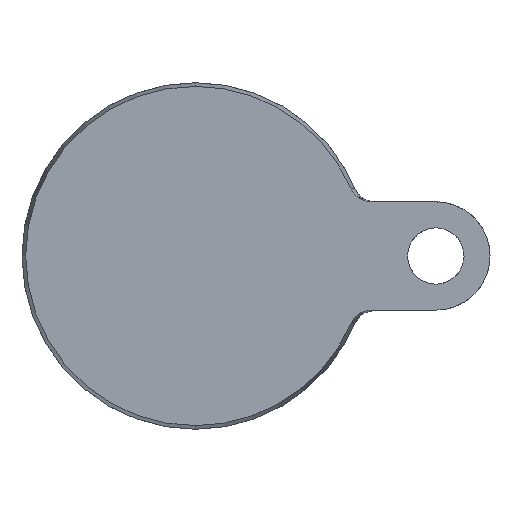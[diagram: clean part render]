
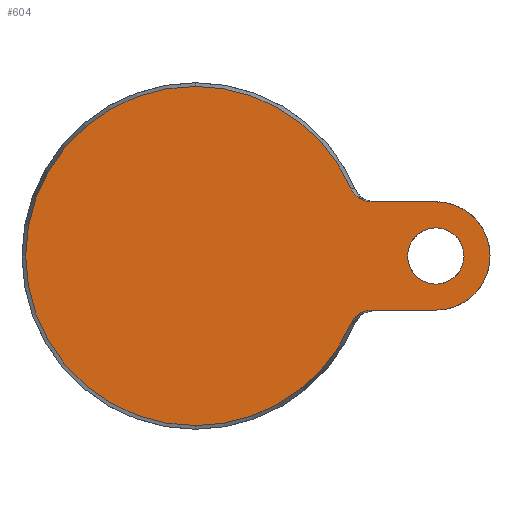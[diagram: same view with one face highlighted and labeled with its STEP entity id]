
A CAD part, front view. The second image highlights one B-rep face of the part: STEP entity #604.
In plain terms, the highlighted planar face has unit normal (0, -1, 0).
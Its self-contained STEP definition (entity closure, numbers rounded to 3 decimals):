
#49 = DIRECTION ( 'NONE',  ( 0., 0., -1. ) ) ;
#65 = EDGE_LOOP ( 'NONE', ( #846, #1311 ) ) ;
#66 = CARTESIAN_POINT ( 'NONE',  ( 37.032, 0., 13.927 ) ) ;
#77 = CARTESIAN_POINT ( 'NONE',  ( 38.897, 0., 12.778 ) ) ;
#92 = CARTESIAN_POINT ( 'NONE',  ( 38.665, 0., 12.866 ) ) ;
#93 = VERTEX_POINT ( 'NONE', #556 ) ;
#126 = AXIS2_PLACEMENT_3D ( 'NONE', #1008, #710, #49 ) ;
#140 = B_SPLINE_CURVE_WITH_KNOTS ( 'NONE', 3,
 ( #890, #974, #869, #1106, #1327, #780, #245, #360, #150, #690, #1125, #1120, #591, #475 ),
 .UNSPECIFIED., .F., .F.,
 ( 4, 2, 2, 2, 2, 2, 4 ),
 ( 0., 0.001, 0.002, 0.003, 0.004, 0.004, 0.006 ),
 .UNSPECIFIED. ) ;
#150 = CARTESIAN_POINT ( 'NONE',  ( 38.218, 0., -13.072 ) ) ;
#164 = DIRECTION ( 'NONE',  ( 0., 1., 0. ) ) ;
#178 = CARTESIAN_POINT ( 'NONE',  ( 35.928, 0., 15.535 ) ) ;
#184 = CARTESIAN_POINT ( 'NONE',  ( 37.598, 0., 13.453 ) ) ;
#199 = VERTEX_POINT ( 'NONE', #892 ) ;
#212 = AXIS2_PLACEMENT_3D ( 'NONE', #673, #566, #460 ) ;
#213 = ORIENTED_EDGE ( 'NONE', *, *, #584, .T. ) ;
#215 = VECTOR ( 'NONE', #226, 1000. ) ;
#216 = EDGE_CURVE ( 'NONE', #1009, #495, #722, .T. ) ;
#218 = DIRECTION ( 'NONE',  ( 0., 1., 0. ) ) ;
#226 = DIRECTION ( 'NONE',  ( -1., 0., 0. ) ) ;
#234 = CIRCLE ( 'NONE', #660, 6.5 ) ;
#245 = CARTESIAN_POINT ( 'NONE',  ( 37.591, 0., -13.458 ) ) ;
#247 = DIRECTION ( 'NONE',  ( 0., -1., 0. ) ) ;
#248 = EDGE_CURVE ( 'NONE', #284, #1348, #1068, .T. ) ;
#257 = CARTESIAN_POINT ( 'NONE',  ( 0., 0., -39.143 ) ) ;
#262 = CARTESIAN_POINT ( 'NONE',  ( -39.143, 0., 0. ) ) ;
#284 = VERTEX_POINT ( 'NONE', #257 ) ;
#290 = CARTESIAN_POINT ( 'NONE',  ( 39.603, 0., 12.57 ) ) ;
#295 = AXIS2_PLACEMENT_3D ( 'NONE', #262, #164, #486 ) ;
#296 = ORIENTED_EDGE ( 'NONE', *, *, #1299, .T. ) ;
#309 = ORIENTED_EDGE ( 'NONE', *, *, #860, .F. ) ;
#324 = CIRCLE ( 'NONE', #1116, 12.5 ) ;
#325 = AXIS2_PLACEMENT_3D ( 'NONE', #1000, #247, #1315 ) ;
#350 = CARTESIAN_POINT ( 'NONE',  ( 0., 0., 39.143 ) ) ;
#355 = EDGE_CURVE ( 'NONE', #915, #1369, #716, .T. ) ;
#360 = CARTESIAN_POINT ( 'NONE',  ( 38., 0., -13.192 ) ) ;
#393 = ORIENTED_EDGE ( 'NONE', *, *, #355, .F. ) ;
#396 = EDGE_CURVE ( 'NONE', #577, #605, #234, .T. ) ;
#398 = B_SPLINE_CURVE_WITH_KNOTS ( 'NONE', 3,
 ( #1152, #944, #290, #77, #92, #801, #692, #184, #1128, #66, #1143, #1349, #720, #178 ),
 .UNSPECIFIED., .F., .F.,
 ( 4, 2, 2, 2, 2, 2, 4 ),
 ( 0., 0.001, 0.002, 0.003, 0.004, 0.004, 0.006 ),
 .UNSPECIFIED. ) ;
#415 = DIRECTION ( 'NONE',  ( 0., 0., 1. ) ) ;
#426 = CARTESIAN_POINT ( 'NONE',  ( 35.928, 0., 15.535 ) ) ;
#460 = DIRECTION ( 'NONE',  ( 0., 0., -1. ) ) ;
#475 = CARTESIAN_POINT ( 'NONE',  ( 40.579, 0., -12.5 ) ) ;
#478 = AXIS2_PLACEMENT_3D ( 'NONE', #1177, #218, #415 ) ;
#486 = DIRECTION ( 'NONE',  ( 0., 0., 1. ) ) ;
#495 = VERTEX_POINT ( 'NONE', #350 ) ;
#509 = DIRECTION ( 'NONE',  ( 0., 1., 0. ) ) ;
#531 = DIRECTION ( 'NONE',  ( 1., 0., 0. ) ) ;
#544 = CARTESIAN_POINT ( 'NONE',  ( 55.5, 0., 6.5 ) ) ;
#556 = CARTESIAN_POINT ( 'NONE',  ( 40.579, 0., -12.5 ) ) ;
#566 = DIRECTION ( 'NONE',  ( 0., -1., 0. ) ) ;
#577 = VERTEX_POINT ( 'NONE', #544 ) ;
#579 = CARTESIAN_POINT ( 'NONE',  ( 55.5, 0., -6.5 ) ) ;
#584 = EDGE_CURVE ( 'NONE', #1348, #93, #140, .T. ) ;
#591 = CARTESIAN_POINT ( 'NONE',  ( 40.085, 0., -12.5 ) ) ;
#604 = ADVANCED_FACE ( 'NONE', ( #1131, #910 ), #794, .F. ) ;
#605 = VERTEX_POINT ( 'NONE', #579 ) ;
#646 = DIRECTION ( 'NONE',  ( 0., 0., 1. ) ) ;
#660 = AXIS2_PLACEMENT_3D ( 'NONE', #1069, #509, #646 ) ;
#672 = EDGE_CURVE ( 'NONE', #605, #577, #839, .T. ) ;
#673 = CARTESIAN_POINT ( 'NONE',  ( 0., 0., 0. ) ) ;
#690 = CARTESIAN_POINT ( 'NONE',  ( 38.663, 0., -12.866 ) ) ;
#692 = CARTESIAN_POINT ( 'NONE',  ( 38.008, 0., 13.187 ) ) ;
#710 = DIRECTION ( 'NONE',  ( 0., -1., 0. ) ) ;
#716 = LINE ( 'NONE', #1160, #768 ) ;
#720 = CARTESIAN_POINT ( 'NONE',  ( 36.124, 0., 15.081 ) ) ;
#722 = CIRCLE ( 'NONE', #212, 39.143 ) ;
#768 = VECTOR ( 'NONE', #531, 1000. ) ;
#780 = CARTESIAN_POINT ( 'NONE',  ( 37.397, 0., -13.606 ) ) ;
#794 = PLANE ( 'NONE',  #295 ) ;
#801 = CARTESIAN_POINT ( 'NONE',  ( 38.221, 0., 13.07 ) ) ;
#804 = CARTESIAN_POINT ( 'NONE',  ( 40.579, 0., 12.5 ) ) ;
#839 = CIRCLE ( 'NONE', #478, 6.5 ) ;
#846 = ORIENTED_EDGE ( 'NONE', *, *, #672, .T. ) ;
#852 = ORIENTED_EDGE ( 'NONE', *, *, #248, .T. ) ;
#860 = EDGE_CURVE ( 'NONE', #1369, #199, #324, .T. ) ;
#869 = CARTESIAN_POINT ( 'NONE',  ( 36.381, 0., -14.668 ) ) ;
#890 = CARTESIAN_POINT ( 'NONE',  ( 35.928, 0., -15.535 ) ) ;
#892 = CARTESIAN_POINT ( 'NONE',  ( 55.5, 0., -12.5 ) ) ;
#901 = CARTESIAN_POINT ( 'NONE',  ( 55.5, 0., 12.5 ) ) ;
#907 = ORIENTED_EDGE ( 'NONE', *, *, #1174, .T. ) ;
#908 = CIRCLE ( 'NONE', #325, 39.143 ) ;
#910 = FACE_BOUND ( 'NONE', #65, .T. ) ;
#915 = VERTEX_POINT ( 'NONE', #804 ) ;
#938 = ORIENTED_EDGE ( 'NONE', *, *, #216, .T. ) ;
#944 = CARTESIAN_POINT ( 'NONE',  ( 40.085, 0., 12.5 ) ) ;
#974 = CARTESIAN_POINT ( 'NONE',  ( 36.124, 0., -15.081 ) ) ;
#1000 = CARTESIAN_POINT ( 'NONE',  ( 0., 0., 0. ) ) ;
#1008 = CARTESIAN_POINT ( 'NONE',  ( 0., 0., 0. ) ) ;
#1009 = VERTEX_POINT ( 'NONE', #426 ) ;
#1015 = ORIENTED_EDGE ( 'NONE', *, *, #1222, .F. ) ;
#1022 = EDGE_LOOP ( 'NONE', ( #393, #907, #938, #296, #852, #213, #1015, #309 ) ) ;
#1068 = CIRCLE ( 'NONE', #126, 39.143 ) ;
#1069 = CARTESIAN_POINT ( 'NONE',  ( 55.5, 0., 0. ) ) ;
#1083 = DIRECTION ( 'NONE',  ( 0., 0., -1. ) ) ;
#1106 = CARTESIAN_POINT ( 'NONE',  ( 36.857, 0., -14.106 ) ) ;
#1116 = AXIS2_PLACEMENT_3D ( 'NONE', #1173, #1182, #1083 ) ;
#1120 = CARTESIAN_POINT ( 'NONE',  ( 39.592, 0., -12.572 ) ) ;
#1125 = CARTESIAN_POINT ( 'NONE',  ( 38.891, 0., -12.781 ) ) ;
#1128 = CARTESIAN_POINT ( 'NONE',  ( 37.4, 0., 13.603 ) ) ;
#1131 = FACE_OUTER_BOUND ( 'NONE', #1022, .T. ) ;
#1143 = CARTESIAN_POINT ( 'NONE',  ( 36.861, 0., 14.101 ) ) ;
#1152 = CARTESIAN_POINT ( 'NONE',  ( 40.579, 0., 12.5 ) ) ;
#1160 = CARTESIAN_POINT ( 'NONE',  ( 15., 0., 12.5 ) ) ;
#1173 = CARTESIAN_POINT ( 'NONE',  ( 55.5, 0., 0. ) ) ;
#1174 = EDGE_CURVE ( 'NONE', #915, #1009, #398, .T. ) ;
#1177 = CARTESIAN_POINT ( 'NONE',  ( 55.5, 0., 0. ) ) ;
#1182 = DIRECTION ( 'NONE',  ( 0., 1., 0. ) ) ;
#1222 = EDGE_CURVE ( 'NONE', #199, #93, #1382, .T. ) ;
#1280 = CARTESIAN_POINT ( 'NONE',  ( 15., 0., -12.5 ) ) ;
#1299 = EDGE_CURVE ( 'NONE', #495, #284, #908, .T. ) ;
#1310 = CARTESIAN_POINT ( 'NONE',  ( 35.928, 0., -15.535 ) ) ;
#1311 = ORIENTED_EDGE ( 'NONE', *, *, #396, .T. ) ;
#1315 = DIRECTION ( 'NONE',  ( 0., 0., -1. ) ) ;
#1327 = CARTESIAN_POINT ( 'NONE',  ( 37.031, 0., -13.929 ) ) ;
#1348 = VERTEX_POINT ( 'NONE', #1310 ) ;
#1349 = CARTESIAN_POINT ( 'NONE',  ( 36.388, 0., 14.659 ) ) ;
#1369 = VERTEX_POINT ( 'NONE', #901 ) ;
#1382 = LINE ( 'NONE', #1280, #215 ) ;
